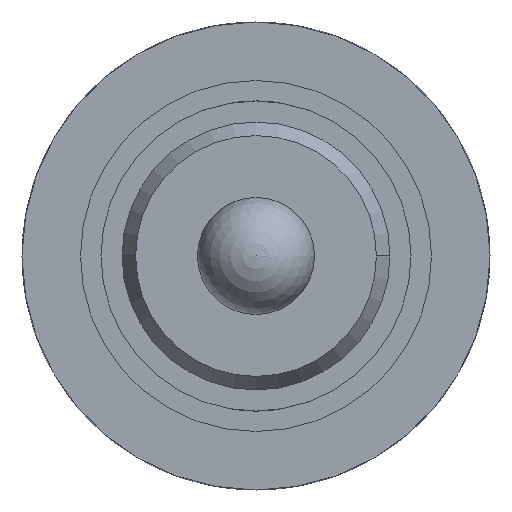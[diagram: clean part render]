
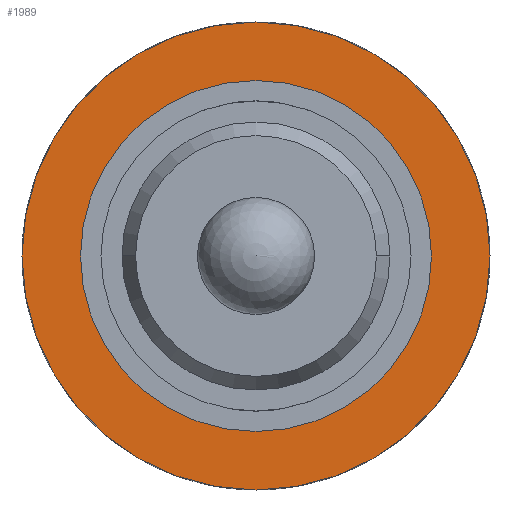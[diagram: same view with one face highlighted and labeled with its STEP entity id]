
A CAD part, front view. The second image highlights one B-rep face of the part: STEP entity #1989.
In plain terms, the highlighted planar face has unit normal (0, -1, 0).
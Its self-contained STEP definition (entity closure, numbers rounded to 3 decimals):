
#134 = ORIENTED_EDGE ( 'NONE', *, *, #3726, .F. ) ;
#299 = AXIS2_PLACEMENT_3D ( 'NONE', #4373, #4419, #871 ) ;
#591 = AXIS2_PLACEMENT_3D ( 'NONE', #2672, #6173, #4234 ) ;
#599 = EDGE_LOOP ( 'NONE', ( #2190, #3945 ) ) ;
#665 = CIRCLE ( 'NONE', #3263, 0.9 ) ;
#770 = CARTESIAN_POINT ( 'NONE',  ( 0., 5.2, -0.9 ) ) ;
#871 = DIRECTION ( 'NONE',  ( 0., 0., -1. ) ) ;
#1149 = CARTESIAN_POINT ( 'NONE',  ( 0., 5.2, 2. ) ) ;
#1167 = DIRECTION ( 'NONE',  ( 0., 0., -1. ) ) ;
#1273 = VERTEX_POINT ( 'NONE', #2149 ) ;
#1989 = ADVANCED_FACE ( 'Defeature ausgef�hrt1_56', ( #3534, #3220 ), #4679, .F. ) ;
#2149 = CARTESIAN_POINT ( 'NONE',  ( 0., 5.2, 0.9 ) ) ;
#2182 = DIRECTION ( 'NONE',  ( 0., 1., 0. ) ) ;
#2190 = ORIENTED_EDGE ( 'NONE', *, *, #2480, .T. ) ;
#2480 = EDGE_CURVE ( 'Defeature ausgef�hrt1_56+Defeature ausgef�hrt1_55+Defeature ausgef�hrt1_55+Defeature ausgef�hrt1_55', #4222, #1273, #665, .T. ) ;
#2672 = CARTESIAN_POINT ( 'NONE',  ( 0., 5.2, 0. ) ) ;
#2683 = DIRECTION ( 'NONE',  ( 0., 0., -1. ) ) ;
#2738 = ORIENTED_EDGE ( 'NONE', *, *, #4161, .F. ) ;
#3075 = EDGE_CURVE ( 'Defeature ausgef�hrt1_56+Defeature ausgef�hrt1_55+Defeature ausgef�hrt1_55+Defeature ausgef�hrt1_55', #1273, #4222, #4772, .T. ) ;
#3220 = FACE_BOUND ( 'NONE', #599, .T. ) ;
#3263 = AXIS2_PLACEMENT_3D ( 'NONE', #5625, #5170, #2683 ) ;
#3511 = CIRCLE ( 'NONE', #591, 2. ) ;
#3534 = FACE_OUTER_BOUND ( 'NONE', #4967, .T. ) ;
#3726 = EDGE_CURVE ( 'Defeature ausgef�hrt1_57+Defeature ausgef�hrt1_56+Defeature ausgef�hrt1_56+Defeature ausgef�hrt1_56', #4180, #5864, #5535, .T. ) ;
#3865 = AXIS2_PLACEMENT_3D ( 'NONE', #6145, #5159, #1167 ) ;
#3945 = ORIENTED_EDGE ( 'NONE', *, *, #3075, .T. ) ;
#4161 = EDGE_CURVE ( 'Defeature ausgef�hrt1_57+Defeature ausgef�hrt1_56+Defeature ausgef�hrt1_56+Defeature ausgef�hrt1_56', #5864, #4180, #3511, .T. ) ;
#4180 = VERTEX_POINT ( 'NONE', #1149 ) ;
#4222 = VERTEX_POINT ( 'NONE', #770 ) ;
#4234 = DIRECTION ( 'NONE',  ( 0., 0., -1. ) ) ;
#4373 = CARTESIAN_POINT ( 'NONE',  ( 0., 5.2, 0. ) ) ;
#4419 = DIRECTION ( 'NONE',  ( 0., 1., 0. ) ) ;
#4679 = PLANE ( 'NONE',  #5461 ) ;
#4772 = CIRCLE ( 'NONE', #299, 0.9 ) ;
#4967 = EDGE_LOOP ( 'NONE', ( #2738, #134 ) ) ;
#5159 = DIRECTION ( 'NONE',  ( 0., 1., 0. ) ) ;
#5161 = DIRECTION ( 'NONE',  ( 0., 0., -1. ) ) ;
#5170 = DIRECTION ( 'NONE',  ( 0., 1., 0. ) ) ;
#5181 = CARTESIAN_POINT ( 'NONE',  ( -2., 5.2, 0. ) ) ;
#5320 = CARTESIAN_POINT ( 'NONE',  ( 0., 5.2, -2. ) ) ;
#5461 = AXIS2_PLACEMENT_3D ( 'NONE', #5181, #2182, #5161 ) ;
#5535 = CIRCLE ( 'NONE', #3865, 2. ) ;
#5625 = CARTESIAN_POINT ( 'NONE',  ( 0., 5.2, 0. ) ) ;
#5864 = VERTEX_POINT ( 'NONE', #5320 ) ;
#6145 = CARTESIAN_POINT ( 'NONE',  ( 0., 5.2, 0. ) ) ;
#6173 = DIRECTION ( 'NONE',  ( 0., 1., 0. ) ) ;
